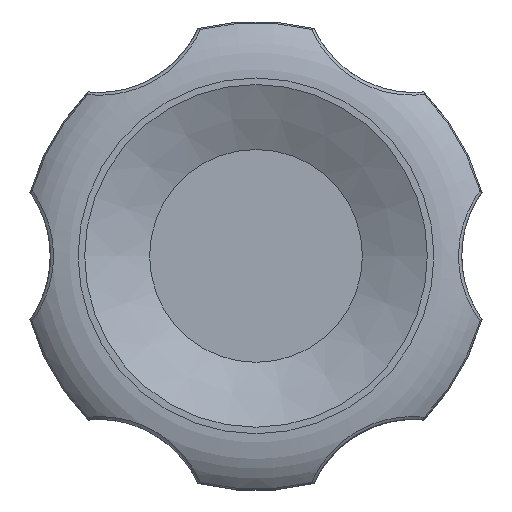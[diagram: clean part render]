
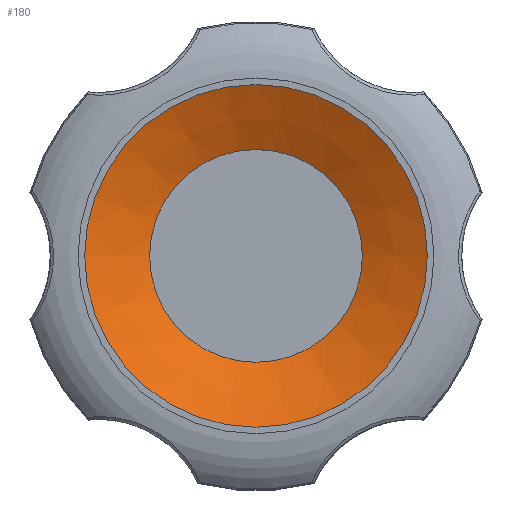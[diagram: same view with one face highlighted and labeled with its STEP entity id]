
A CAD part, top view. The second image highlights one B-rep face of the part: STEP entity #180.
In plain terms, the highlighted conical face has half-angle 64.269 degrees and reference radius 10.95 mm.
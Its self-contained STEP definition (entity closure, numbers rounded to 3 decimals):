
#180 = ADVANCED_FACE( '', ( #370, #371 ), #372, .F. );
#370 = FACE_BOUND( '', #3052, .T. );
#371 = FACE_OUTER_BOUND( '', #3053, .T. );
#372 = CONICAL_SURFACE( '', #3054, 10.95, 1.122 );
#3052 = EDGE_LOOP( '', ( #3679 ) );
#3053 = EDGE_LOOP( '', ( #3680 ) );
#3054 = AXIS2_PLACEMENT_3D( '', #3681, #3682, #3683 );
#3679 = ORIENTED_EDGE( '', *, *, #3798, .F. );
#3680 = ORIENTED_EDGE( '', *, *, #3862, .T. );
#3681 = CARTESIAN_POINT( '', ( 0., 0., 24. ) );
#3682 = DIRECTION( '', ( 0., 0., 1. ) );
#3683 = DIRECTION( '', ( 1., 0., 0. ) );
#3798 = EDGE_CURVE( '', #4034, #4034, #4035, .T. );
#3862 = EDGE_CURVE( '', #4122, #4122, #4123, .T. );
#4034 = VERTEX_POINT( '', #5274 );
#4035 = CIRCLE( '', #5275, 6.8 );
#4122 = VERTEX_POINT( '', #6193 );
#4123 = CIRCLE( '', #6194, 10.95 );
#5274 = CARTESIAN_POINT( '', ( 6.8, 0., 22. ) );
#5275 = AXIS2_PLACEMENT_3D( '', #6516, #6517, #6518 );
#6193 = CARTESIAN_POINT( '', ( 10.95, 0., 24. ) );
#6194 = AXIS2_PLACEMENT_3D( '', #6558, #6559, #6560 );
#6516 = CARTESIAN_POINT( '', ( 0., 0., 22. ) );
#6517 = DIRECTION( '', ( 0., 0., 1. ) );
#6518 = DIRECTION( '', ( 1., 0., 0. ) );
#6558 = CARTESIAN_POINT( '', ( 0., 0., 24. ) );
#6559 = DIRECTION( '', ( 0., 0., 1. ) );
#6560 = DIRECTION( '', ( 1., 0., 0. ) );
